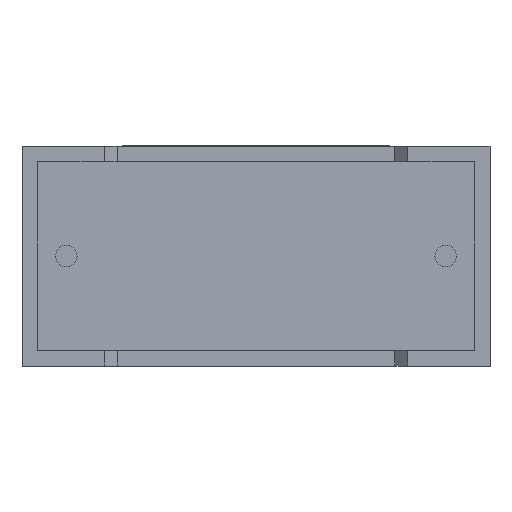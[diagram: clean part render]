
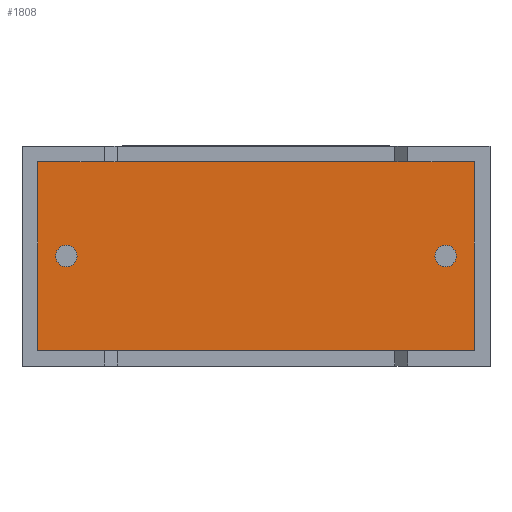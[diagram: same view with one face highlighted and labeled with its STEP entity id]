
A CAD part, front view. The second image highlights one B-rep face of the part: STEP entity #1808.
In plain terms, the highlighted planar face has unit normal (0, -1, 0).
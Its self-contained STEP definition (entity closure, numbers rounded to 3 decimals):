
#24 = VERTEX_POINT ( 'NONE', #1835 ) ;
#27 = DIRECTION ( 'NONE',  ( 0., -1., 0. ) ) ;
#145 = CARTESIAN_POINT ( 'NONE',  ( 0., 0.75, 0. ) ) ;
#194 = PLANE ( 'NONE',  #411 ) ;
#202 = CARTESIAN_POINT ( 'NONE',  ( 16.75, 0.75, 3.925 ) ) ;
#203 = CIRCLE ( 'NONE', #2112, 0.425 ) ;
#204 = ORIENTED_EDGE ( 'NONE', *, *, #607, .F. ) ;
#282 = EDGE_CURVE ( 'NONE', #2972, #2493, #345, .T. ) ;
#335 = ORIENTED_EDGE ( 'NONE', *, *, #338, .T. ) ;
#338 = EDGE_CURVE ( 'NONE', #895, #2972, #662, .T. ) ;
#345 = LINE ( 'NONE', #2225, #929 ) ;
#388 = ORIENTED_EDGE ( 'NONE', *, *, #2615, .F. ) ;
#401 = AXIS2_PLACEMENT_3D ( 'NONE', #768, #27, #2367 ) ;
#411 = AXIS2_PLACEMENT_3D ( 'NONE', #145, #1319, #2989 ) ;
#431 = CARTESIAN_POINT ( 'NONE',  ( 1.75, 0.75, 3.925 ) ) ;
#440 = EDGE_CURVE ( 'NONE', #2794, #24, #1817, .T. ) ;
#460 = DIRECTION ( 'NONE',  ( 1., 0., 0. ) ) ;
#607 = EDGE_CURVE ( 'NONE', #24, #2794, #203, .T. ) ;
#662 = LINE ( 'NONE', #1158, #1178 ) ;
#675 = DIRECTION ( 'NONE',  ( 0., 0., -1. ) ) ;
#768 = CARTESIAN_POINT ( 'NONE',  ( 1.75, 0.75, 4.35 ) ) ;
#798 = CARTESIAN_POINT ( 'NONE',  ( 17.883, 0.75, 8.083 ) ) ;
#861 = CARTESIAN_POINT ( 'NONE',  ( 1.75, 0.75, 4.35 ) ) ;
#891 = FACE_BOUND ( 'NONE', #1318, .T. ) ;
#895 = VERTEX_POINT ( 'NONE', #2857 ) ;
#929 = VECTOR ( 'NONE', #2241, 1000. ) ;
#932 = EDGE_CURVE ( 'NONE', #2666, #895, #1401, .T. ) ;
#970 = EDGE_CURVE ( 'NONE', #2493, #2666, #1000, .T. ) ;
#980 = DIRECTION ( 'NONE',  ( 0., 0., -1. ) ) ;
#983 = VECTOR ( 'NONE', #460, 1000. ) ;
#1000 = LINE ( 'NONE', #2922, #1086 ) ;
#1070 = ORIENTED_EDGE ( 'NONE', *, *, #1341, .F. ) ;
#1086 = VECTOR ( 'NONE', #980, 1000. ) ;
#1143 = DIRECTION ( 'NONE',  ( 0., 0., 1. ) ) ;
#1158 = CARTESIAN_POINT ( 'NONE',  ( 17.883, 0.75, 0.617 ) ) ;
#1178 = VECTOR ( 'NONE', #1143, 1000. ) ;
#1281 = AXIS2_PLACEMENT_3D ( 'NONE', #2054, #1832, #675 ) ;
#1304 = FACE_OUTER_BOUND ( 'NONE', #1717, .T. ) ;
#1318 = EDGE_LOOP ( 'NONE', ( #204, #1638 ) ) ;
#1319 = DIRECTION ( 'NONE',  ( 0., -1., 0. ) ) ;
#1333 = EDGE_LOOP ( 'NONE', ( #388, #1070 ) ) ;
#1341 = EDGE_CURVE ( 'NONE', #1981, #2401, #1729, .T. ) ;
#1401 = LINE ( 'NONE', #2843, #983 ) ;
#1638 = ORIENTED_EDGE ( 'NONE', *, *, #440, .F. ) ;
#1642 = CIRCLE ( 'NONE', #2577, 0.425 ) ;
#1694 = CARTESIAN_POINT ( 'NONE',  ( 1.75, 0.75, 4.775 ) ) ;
#1717 = EDGE_LOOP ( 'NONE', ( #1941, #2975, #335, #1719 ) ) ;
#1719 = ORIENTED_EDGE ( 'NONE', *, *, #282, .T. ) ;
#1729 = CIRCLE ( 'NONE', #401, 0.425 ) ;
#1803 = DIRECTION ( 'NONE',  ( 0., -1., 0. ) ) ;
#1808 = ADVANCED_FACE ( 'NONE', ( #891, #1304, #3019 ), #194, .T. ) ;
#1817 = CIRCLE ( 'NONE', #1281, 0.425 ) ;
#1832 = DIRECTION ( 'NONE',  ( 0., -1., 0. ) ) ;
#1835 = CARTESIAN_POINT ( 'NONE',  ( 16.75, 0.75, 4.775 ) ) ;
#1941 = ORIENTED_EDGE ( 'NONE', *, *, #970, .T. ) ;
#1956 = CARTESIAN_POINT ( 'NONE',  ( 0.617, 0.75, 8.083 ) ) ;
#1981 = VERTEX_POINT ( 'NONE', #431 ) ;
#2044 = CARTESIAN_POINT ( 'NONE',  ( 16.75, 0.75, 4.35 ) ) ;
#2051 = CARTESIAN_POINT ( 'NONE',  ( 0.617, 0.75, 0.617 ) ) ;
#2054 = CARTESIAN_POINT ( 'NONE',  ( 16.75, 0.75, 4.35 ) ) ;
#2112 = AXIS2_PLACEMENT_3D ( 'NONE', #2044, #2474, #2727 ) ;
#2225 = CARTESIAN_POINT ( 'NONE',  ( 17.883, 0.75, 8.083 ) ) ;
#2241 = DIRECTION ( 'NONE',  ( -1., 0., 0. ) ) ;
#2285 = DIRECTION ( 'NONE',  ( 0., 0., -1. ) ) ;
#2367 = DIRECTION ( 'NONE',  ( 0., 0., -1. ) ) ;
#2401 = VERTEX_POINT ( 'NONE', #1694 ) ;
#2474 = DIRECTION ( 'NONE',  ( 0., -1., 0. ) ) ;
#2493 = VERTEX_POINT ( 'NONE', #1956 ) ;
#2577 = AXIS2_PLACEMENT_3D ( 'NONE', #861, #1803, #2285 ) ;
#2615 = EDGE_CURVE ( 'NONE', #2401, #1981, #1642, .T. ) ;
#2666 = VERTEX_POINT ( 'NONE', #2051 ) ;
#2727 = DIRECTION ( 'NONE',  ( 0., 0., -1. ) ) ;
#2794 = VERTEX_POINT ( 'NONE', #202 ) ;
#2843 = CARTESIAN_POINT ( 'NONE',  ( 0.617, 0.75, 0.617 ) ) ;
#2857 = CARTESIAN_POINT ( 'NONE',  ( 17.883, 0.75, 0.617 ) ) ;
#2922 = CARTESIAN_POINT ( 'NONE',  ( 0.617, 0.75, 8.083 ) ) ;
#2972 = VERTEX_POINT ( 'NONE', #798 ) ;
#2975 = ORIENTED_EDGE ( 'NONE', *, *, #932, .T. ) ;
#2989 = DIRECTION ( 'NONE',  ( 0., 0., -1. ) ) ;
#3019 = FACE_BOUND ( 'NONE', #1333, .T. ) ;
